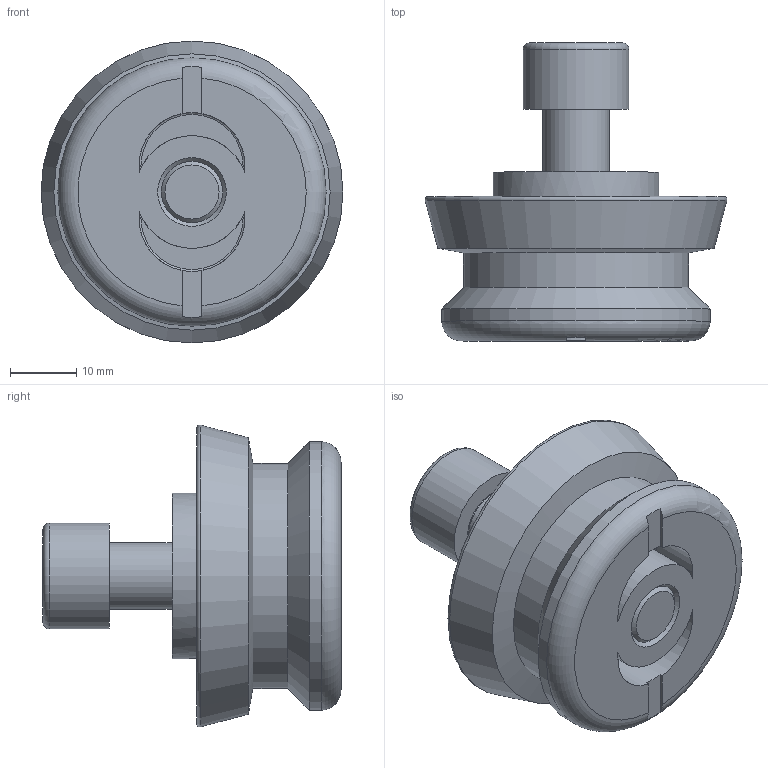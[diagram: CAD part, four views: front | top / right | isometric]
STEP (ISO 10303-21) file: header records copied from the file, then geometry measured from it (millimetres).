
FILE_DESCRIPTION(/* description */ (''),/* implementation_level */ '2;1');
FILE_NAME(/* name */ 'CEP-135-1-M10.stp',/* time_stamp */ '2024-10-22T17:15:09+02:00',/* author */ ('Admin'),/* organization */ (''),/* preprocessor_version */ 'ST-DEVELOPER v20',/* originating_system */ 'Autodesk Inventor 2025',/* authorisation */ '');
FILE_SCHEMA (('CONFIG_CONTROL_DESIGN'));
Length unit declared in the file: millimetre
Products named in the file (1): CEP_1_STUPEN_VOLNOSTI_2016-01-00-11
Bounding box: 45.58 x 45 x 45.58 mm (x, y, z)
Volume: 28773.8 mm3; surface area: 10429 mm2
Topology: 1 solids, 1 shells, 74 faces, 182 edges, 116 vertices
Faces by surface type: plane 34, cylinder 23, cone 9, torus 8
Full cylindrical faces by diameter (mm): 10 x1, 10.5 x1, 11 x1, 16 x1, 25 x1, 34 x1, 40.5 x1
Entity records: 2442 total; most frequent: CARTESIAN_POINT 534, DIRECTION 388, ORIENTED_EDGE 362, EDGE_CURVE 181, AXIS2_PLACEMENT_3D 155, VERTEX_POINT 116, EDGE_LOOP 81, CIRCLE 80
